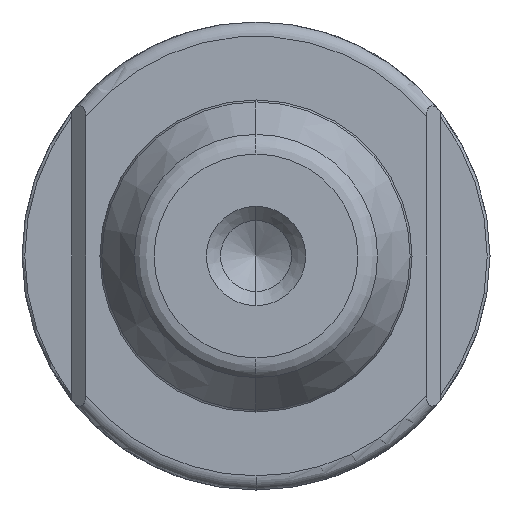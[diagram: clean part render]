
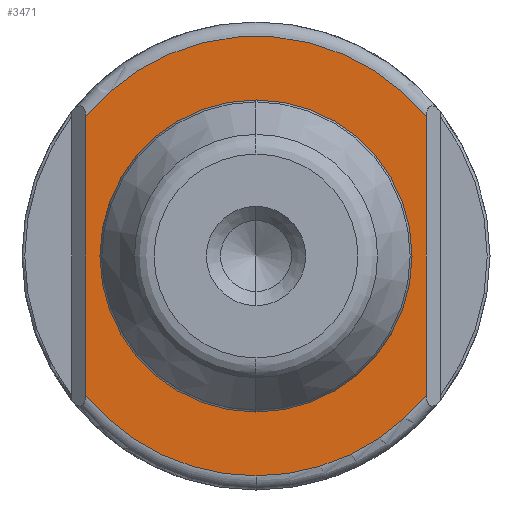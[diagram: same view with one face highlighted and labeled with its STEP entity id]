
A CAD part, left-side view. The second image highlights one B-rep face of the part: STEP entity #3471.
In plain terms, the highlighted planar face has unit normal (-1, 0, 0).
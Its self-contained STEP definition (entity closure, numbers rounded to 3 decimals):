
#36 = EDGE_CURVE ( 'NONE', #1767, #5413, #5727, .T. ) ;
#136 = CARTESIAN_POINT ( 'NONE',  ( 54.491, 6., 4.905 ) ) ;
#243 = CIRCLE ( 'NONE', #4313, 5.5 ) ;
#337 = CARTESIAN_POINT ( 'NONE',  ( 54.491, 6., -4.905 ) ) ;
#345 = DIRECTION ( 'NONE',  ( -1., 0., 0. ) ) ;
#397 = AXIS2_PLACEMENT_3D ( 'NONE', #4370, #1474, #4848 ) ;
#620 = EDGE_CURVE ( 'NONE', #3509, #6174, #1040, .T. ) ;
#823 = CARTESIAN_POINT ( 'NONE',  ( 54.491, 0., -8.25 ) ) ;
#1003 = DIRECTION ( 'NONE',  ( 0., 0., -1. ) ) ;
#1040 = CIRCLE ( 'NONE', #4354, 7.75 ) ;
#1079 = CARTESIAN_POINT ( 'NONE',  ( 54.491, 0., 5.5 ) ) ;
#1189 = EDGE_CURVE ( 'NONE', #2865, #3509, #6065, .T. ) ;
#1236 = ORIENTED_EDGE ( 'NONE', *, *, #1189, .T. ) ;
#1296 = DIRECTION ( 'NONE',  ( -1., 0., 0. ) ) ;
#1297 = DIRECTION ( 'NONE',  ( 1., 0., 0. ) ) ;
#1474 = DIRECTION ( 'NONE',  ( -1., 0., 0. ) ) ;
#1517 = CARTESIAN_POINT ( 'NONE',  ( 54.491, -6., -8.25 ) ) ;
#1651 = ORIENTED_EDGE ( 'NONE', *, *, #3893, .T. ) ;
#1723 = CARTESIAN_POINT ( 'NONE',  ( 54.491, 0., 0. ) ) ;
#1767 = VERTEX_POINT ( 'NONE', #2427 ) ;
#1942 = ORIENTED_EDGE ( 'NONE', *, *, #36, .T. ) ;
#2127 = AXIS2_PLACEMENT_3D ( 'NONE', #3218, #345, #3701 ) ;
#2195 = DIRECTION ( 'NONE',  ( 0., 0., 1. ) ) ;
#2226 = CARTESIAN_POINT ( 'NONE',  ( 54.491, 0., -5.5 ) ) ;
#2336 = ORIENTED_EDGE ( 'NONE', *, *, #5108, .T. ) ;
#2427 = CARTESIAN_POINT ( 'NONE',  ( 54.491, -6., -4.905 ) ) ;
#2445 = AXIS2_PLACEMENT_3D ( 'NONE', #823, #1297, #4678 ) ;
#2594 = EDGE_LOOP ( 'NONE', ( #4436, #2336, #1942, #1651, #1236 ) ) ;
#2708 = EDGE_CURVE ( 'NONE', #4092, #5552, #243, .T. ) ;
#2865 = VERTEX_POINT ( 'NONE', #136 ) ;
#2907 = CARTESIAN_POINT ( 'NONE',  ( 54.491, 6., -8.25 ) ) ;
#3072 = AXIS2_PLACEMENT_3D ( 'NONE', #4185, #1296, #4677 ) ;
#3109 = FACE_BOUND ( 'NONE', #4584, .T. ) ;
#3218 = CARTESIAN_POINT ( 'NONE',  ( 54.491, 0., 0. ) ) ;
#3234 = DIRECTION ( 'NONE',  ( -1., 0., 0. ) ) ;
#3471 = ADVANCED_FACE ( 'NONE', ( #4428, #3109 ), #4186, .F. ) ;
#3509 = VERTEX_POINT ( 'NONE', #337 ) ;
#3701 = DIRECTION ( 'NONE',  ( 0., 0., 1. ) ) ;
#3893 = EDGE_CURVE ( 'NONE', #5413, #2865, #4790, .T. ) ;
#4071 = CARTESIAN_POINT ( 'NONE',  ( 54.491, 0., -7.75 ) ) ;
#4092 = VERTEX_POINT ( 'NONE', #1079 ) ;
#4185 = CARTESIAN_POINT ( 'NONE',  ( 54.491, 0., 0. ) ) ;
#4186 = PLANE ( 'NONE',  #2445 ) ;
#4313 = AXIS2_PLACEMENT_3D ( 'NONE', #1723, #5089, #2195 ) ;
#4354 = AXIS2_PLACEMENT_3D ( 'NONE', #6125, #3234, #5645 ) ;
#4370 = CARTESIAN_POINT ( 'NONE',  ( 54.491, 0., 0. ) ) ;
#4410 = DIRECTION ( 'NONE',  ( 0., 0., 1. ) ) ;
#4428 = FACE_OUTER_BOUND ( 'NONE', #2594, .T. ) ;
#4436 = ORIENTED_EDGE ( 'NONE', *, *, #620, .T. ) ;
#4496 = CIRCLE ( 'NONE', #3072, 7.75 ) ;
#4584 = EDGE_LOOP ( 'NONE', ( #5300, #5023 ) ) ;
#4677 = DIRECTION ( 'NONE',  ( 0., 0., -1. ) ) ;
#4678 = DIRECTION ( 'NONE',  ( 0., 0., -1. ) ) ;
#4790 = CIRCLE ( 'NONE', #397, 7.75 ) ;
#4805 = VECTOR ( 'NONE', #1003, 1000. ) ;
#4848 = DIRECTION ( 'NONE',  ( 0., 0., -1. ) ) ;
#5023 = ORIENTED_EDGE ( 'NONE', *, *, #5699, .F. ) ;
#5089 = DIRECTION ( 'NONE',  ( -1., 0., 0. ) ) ;
#5108 = EDGE_CURVE ( 'NONE', #6174, #1767, #4496, .T. ) ;
#5300 = ORIENTED_EDGE ( 'NONE', *, *, #2708, .F. ) ;
#5413 = VERTEX_POINT ( 'NONE', #5568 ) ;
#5434 = CIRCLE ( 'NONE', #2127, 5.5 ) ;
#5552 = VERTEX_POINT ( 'NONE', #2226 ) ;
#5566 = VECTOR ( 'NONE', #4410, 1000. ) ;
#5568 = CARTESIAN_POINT ( 'NONE',  ( 54.491, -6., 4.905 ) ) ;
#5645 = DIRECTION ( 'NONE',  ( 0., 0., -1. ) ) ;
#5699 = EDGE_CURVE ( 'NONE', #5552, #4092, #5434, .T. ) ;
#5727 = LINE ( 'NONE', #1517, #5566 ) ;
#6065 = LINE ( 'NONE', #2907, #4805 ) ;
#6125 = CARTESIAN_POINT ( 'NONE',  ( 54.491, 0., 0. ) ) ;
#6174 = VERTEX_POINT ( 'NONE', #4071 ) ;
